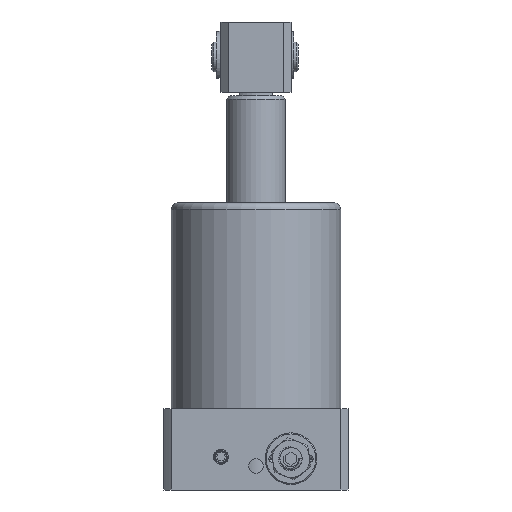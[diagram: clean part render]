
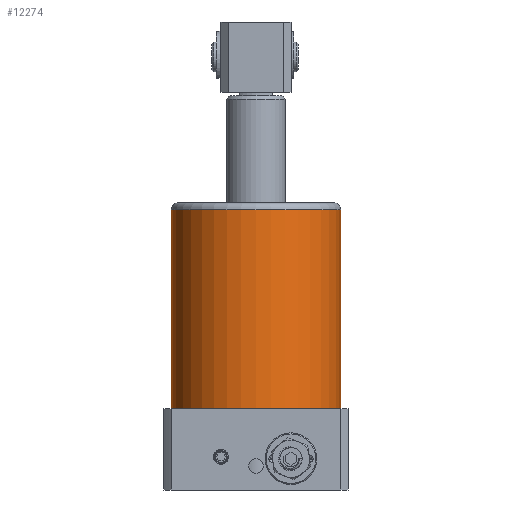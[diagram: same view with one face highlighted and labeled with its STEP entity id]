
A CAD part, front view. The second image highlights one B-rep face of the part: STEP entity #12274.
In plain terms, the highlighted cylindrical face has radius 23 mm (diameter 46 mm), a partial arc.
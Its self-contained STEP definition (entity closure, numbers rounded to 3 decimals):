
#368 = EDGE_CURVE ( 'NONE', #9706, #13173, #13326, .T. ) ;
#897 = EDGE_LOOP ( 'NONE', ( #17796, #23304, #22210, #11664 ) ) ;
#1858 = VERTEX_POINT ( 'NONE', #12911 ) ;
#1959 = EDGE_CURVE ( 'NONE', #1858, #5766, #10672, .T. ) ;
#2379 = DIRECTION ( 'NONE',  ( 0., 0., -1. ) ) ;
#3623 = DIRECTION ( 'NONE',  ( -1., 0., 0. ) ) ;
#4770 = CARTESIAN_POINT ( 'NONE',  ( -23., 0., 76. ) ) ;
#5766 = VERTEX_POINT ( 'NONE', #11961 ) ;
#6771 = CIRCLE ( 'NONE', #22526, 23. ) ;
#7685 = VECTOR ( 'NONE', #11431, 1000. ) ;
#8307 = EDGE_CURVE ( 'NONE', #13173, #5766, #20835, .T. ) ;
#8906 = CARTESIAN_POINT ( 'NONE',  ( 23., 0., 78. ) ) ;
#8980 = CARTESIAN_POINT ( 'NONE',  ( 0., 0., 22. ) ) ;
#9706 = VERTEX_POINT ( 'NONE', #4770 ) ;
#10672 = LINE ( 'NONE', #8906, #22567 ) ;
#11085 = CARTESIAN_POINT ( 'NONE',  ( -23., 0., 78. ) ) ;
#11129 = DIRECTION ( 'NONE',  ( -1., 0., 0. ) ) ;
#11211 = CYLINDRICAL_SURFACE ( 'NONE', #21603, 23. ) ;
#11431 = DIRECTION ( 'NONE',  ( 0., 0., -1. ) ) ;
#11664 = ORIENTED_EDGE ( 'NONE', *, *, #8307, .T. ) ;
#11961 = CARTESIAN_POINT ( 'NONE',  ( 23., 0., 22. ) ) ;
#12075 = DIRECTION ( 'NONE',  ( 0., 0., -1. ) ) ;
#12274 = ADVANCED_FACE ( 'NONE', ( #22457 ), #11211, .T. ) ;
#12911 = CARTESIAN_POINT ( 'NONE',  ( 23., 0., 76. ) ) ;
#13173 = VERTEX_POINT ( 'NONE', #20642 ) ;
#13326 = LINE ( 'NONE', #11085, #7685 ) ;
#14451 = AXIS2_PLACEMENT_3D ( 'NONE', #8980, #23804, #11129 ) ;
#15118 = CARTESIAN_POINT ( 'NONE',  ( 0., 0., 76. ) ) ;
#17271 = DIRECTION ( 'NONE',  ( -1., 0., 0. ) ) ;
#17796 = ORIENTED_EDGE ( 'NONE', *, *, #1959, .F. ) ;
#18273 = EDGE_CURVE ( 'NONE', #1858, #9706, #6771, .T. ) ;
#20526 = CARTESIAN_POINT ( 'NONE',  ( 0., 0., 78. ) ) ;
#20642 = CARTESIAN_POINT ( 'NONE',  ( -23., 0., 22. ) ) ;
#20835 = CIRCLE ( 'NONE', #14451, 23. ) ;
#21603 = AXIS2_PLACEMENT_3D ( 'NONE', #20526, #12075, #3623 ) ;
#21604 = DIRECTION ( 'NONE',  ( 0., 0., -1. ) ) ;
#22210 = ORIENTED_EDGE ( 'NONE', *, *, #368, .T. ) ;
#22457 = FACE_OUTER_BOUND ( 'NONE', #897, .T. ) ;
#22526 = AXIS2_PLACEMENT_3D ( 'NONE', #15118, #2379, #17271 ) ;
#22567 = VECTOR ( 'NONE', #21604, 1000. ) ;
#23304 = ORIENTED_EDGE ( 'NONE', *, *, #18273, .T. ) ;
#23804 = DIRECTION ( 'NONE',  ( 0., 0., 1. ) ) ;
